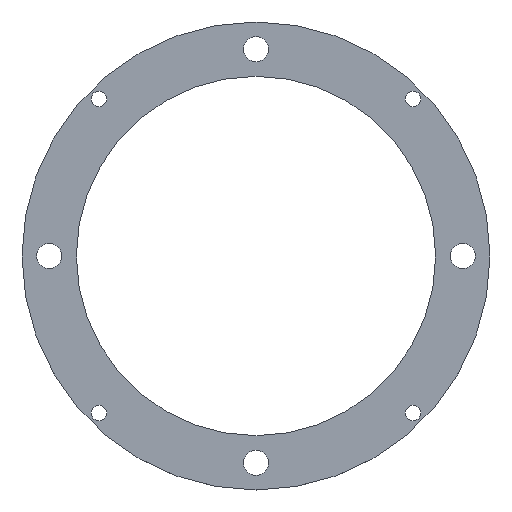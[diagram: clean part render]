
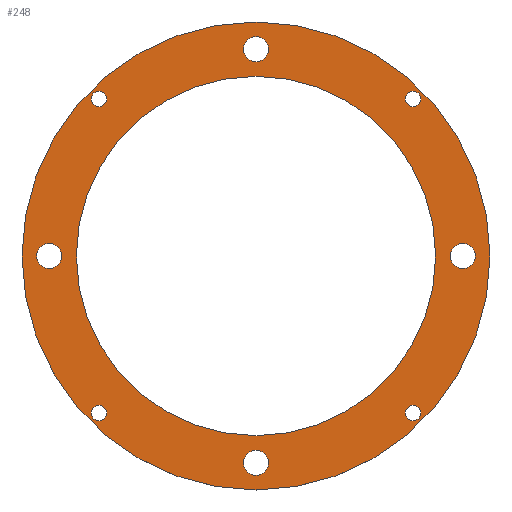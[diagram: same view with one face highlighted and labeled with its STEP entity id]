
A CAD part, top view. The second image highlights one B-rep face of the part: STEP entity #248.
In plain terms, the highlighted planar face has unit normal (0, 0, 1).
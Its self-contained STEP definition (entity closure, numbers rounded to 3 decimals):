
#24=FACE_BOUND('',#68,.T.);
#25=FACE_BOUND('',#69,.T.);
#26=FACE_BOUND('',#70,.T.);
#27=FACE_BOUND('',#71,.T.);
#28=FACE_BOUND('',#72,.T.);
#29=FACE_BOUND('',#73,.T.);
#30=FACE_BOUND('',#74,.T.);
#31=FACE_BOUND('',#75,.T.);
#32=FACE_BOUND('',#76,.T.);
#34=PLANE('',#294);
#46=FACE_OUTER_BOUND('',#67,.T.);
#67=EDGE_LOOP('',(#217));
#68=EDGE_LOOP('',(#218));
#69=EDGE_LOOP('',(#219));
#70=EDGE_LOOP('',(#220));
#71=EDGE_LOOP('',(#221));
#72=EDGE_LOOP('',(#222));
#73=EDGE_LOOP('',(#223));
#74=EDGE_LOOP('',(#224));
#75=EDGE_LOOP('',(#225));
#76=EDGE_LOOP('',(#226));
#98=CIRCLE('',#265,38.);
#100=CIRCLE('',#268,2.65);
#102=CIRCLE('',#271,2.65);
#104=CIRCLE('',#274,1.65);
#106=CIRCLE('',#277,1.65);
#108=CIRCLE('',#280,1.65);
#110=CIRCLE('',#283,1.65);
#112=CIRCLE('',#286,2.65);
#114=CIRCLE('',#289,2.65);
#116=CIRCLE('',#292,49.5);
#118=VERTEX_POINT('',#375);
#120=VERTEX_POINT('',#381);
#122=VERTEX_POINT('',#387);
#124=VERTEX_POINT('',#393);
#126=VERTEX_POINT('',#399);
#128=VERTEX_POINT('',#405);
#130=VERTEX_POINT('',#411);
#132=VERTEX_POINT('',#417);
#134=VERTEX_POINT('',#423);
#136=VERTEX_POINT('',#429);
#139=EDGE_CURVE('',#118,#118,#98,.T.);
#142=EDGE_CURVE('',#120,#120,#100,.T.);
#145=EDGE_CURVE('',#122,#122,#102,.T.);
#148=EDGE_CURVE('',#124,#124,#104,.T.);
#151=EDGE_CURVE('',#126,#126,#106,.T.);
#154=EDGE_CURVE('',#128,#128,#108,.T.);
#157=EDGE_CURVE('',#130,#130,#110,.T.);
#160=EDGE_CURVE('',#132,#132,#112,.T.);
#163=EDGE_CURVE('',#134,#134,#114,.T.);
#166=EDGE_CURVE('',#136,#136,#116,.T.);
#217=ORIENTED_EDGE('',*,*,#166,.F.);
#218=ORIENTED_EDGE('',*,*,#163,.F.);
#219=ORIENTED_EDGE('',*,*,#160,.F.);
#220=ORIENTED_EDGE('',*,*,#157,.F.);
#221=ORIENTED_EDGE('',*,*,#154,.F.);
#222=ORIENTED_EDGE('',*,*,#151,.F.);
#223=ORIENTED_EDGE('',*,*,#148,.F.);
#224=ORIENTED_EDGE('',*,*,#145,.F.);
#225=ORIENTED_EDGE('',*,*,#142,.F.);
#226=ORIENTED_EDGE('',*,*,#139,.F.);
#248=ADVANCED_FACE('',(#46,#24,#25,#26,#27,#28,#29,#30,#31,#32),#34,.F.);
#265=AXIS2_PLACEMENT_3D('',#377,#302,#303);
#268=AXIS2_PLACEMENT_3D('',#383,#309,#310);
#271=AXIS2_PLACEMENT_3D('',#389,#316,#317);
#274=AXIS2_PLACEMENT_3D('',#395,#323,#324);
#277=AXIS2_PLACEMENT_3D('',#401,#330,#331);
#280=AXIS2_PLACEMENT_3D('',#407,#337,#338);
#283=AXIS2_PLACEMENT_3D('',#413,#344,#345);
#286=AXIS2_PLACEMENT_3D('',#419,#351,#352);
#289=AXIS2_PLACEMENT_3D('',#425,#358,#359);
#292=AXIS2_PLACEMENT_3D('',#431,#365,#366);
#294=AXIS2_PLACEMENT_3D('',#433,#369,#370);
#302=DIRECTION('center_axis',(0.,0.,1.));
#303=DIRECTION('ref_axis',(1.,0.,0.));
#309=DIRECTION('center_axis',(0.,0.,1.));
#310=DIRECTION('ref_axis',(1.,0.,0.));
#316=DIRECTION('center_axis',(0.,0.,1.));
#317=DIRECTION('ref_axis',(1.,0.,0.));
#323=DIRECTION('center_axis',(0.,0.,1.));
#324=DIRECTION('ref_axis',(1.,0.,0.));
#330=DIRECTION('center_axis',(0.,0.,1.));
#331=DIRECTION('ref_axis',(1.,0.,0.));
#337=DIRECTION('center_axis',(0.,0.,1.));
#338=DIRECTION('ref_axis',(1.,0.,0.));
#344=DIRECTION('center_axis',(0.,0.,1.));
#345=DIRECTION('ref_axis',(1.,0.,0.));
#351=DIRECTION('center_axis',(0.,0.,1.));
#352=DIRECTION('ref_axis',(1.,0.,0.));
#358=DIRECTION('center_axis',(0.,0.,1.));
#359=DIRECTION('ref_axis',(1.,0.,0.));
#365=DIRECTION('center_axis',(0.,0.,-1.));
#366=DIRECTION('ref_axis',(1.,0.,0.));
#369=DIRECTION('center_axis',(0.,0.,-1.));
#370=DIRECTION('ref_axis',(1.,0.,0.));
#375=CARTESIAN_POINT('',(-38.,0.,233.5));
#377=CARTESIAN_POINT('Origin',(0.,0.,233.5));
#381=CARTESIAN_POINT('',(-2.65,43.75,233.5));
#383=CARTESIAN_POINT('Origin',(0.,43.75,233.5));
#387=CARTESIAN_POINT('',(41.1,0.,233.5));
#389=CARTESIAN_POINT('Origin',(43.75,0.,233.5));
#393=CARTESIAN_POINT('',(-34.877,-33.227,233.5));
#395=CARTESIAN_POINT('Origin',(-33.227,-33.227,233.5));
#399=CARTESIAN_POINT('',(-34.877,33.227,233.5));
#401=CARTESIAN_POINT('Origin',(-33.227,33.227,233.5));
#405=CARTESIAN_POINT('',(31.577,33.227,233.5));
#407=CARTESIAN_POINT('Origin',(33.227,33.227,233.5));
#411=CARTESIAN_POINT('',(31.577,-33.227,233.5));
#413=CARTESIAN_POINT('Origin',(33.227,-33.227,233.5));
#417=CARTESIAN_POINT('',(-2.65,-43.75,233.5));
#419=CARTESIAN_POINT('Origin',(0.,-43.75,233.5));
#423=CARTESIAN_POINT('',(-46.4,0.,233.5));
#425=CARTESIAN_POINT('Origin',(-43.75,0.,233.5));
#429=CARTESIAN_POINT('',(-49.5,0.,233.5));
#431=CARTESIAN_POINT('Origin',(0.,0.,233.5));
#433=CARTESIAN_POINT('Origin',(0.,0.,233.5));
